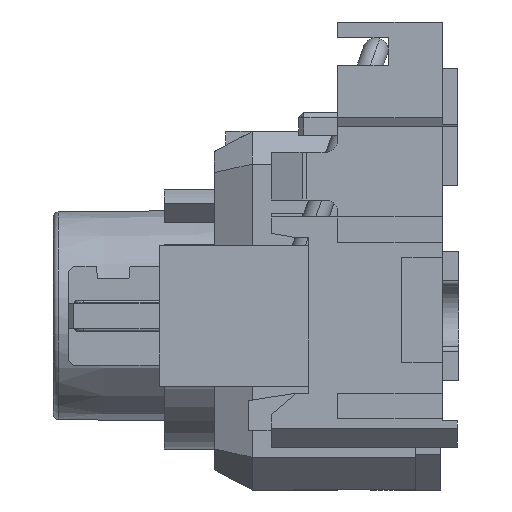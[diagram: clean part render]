
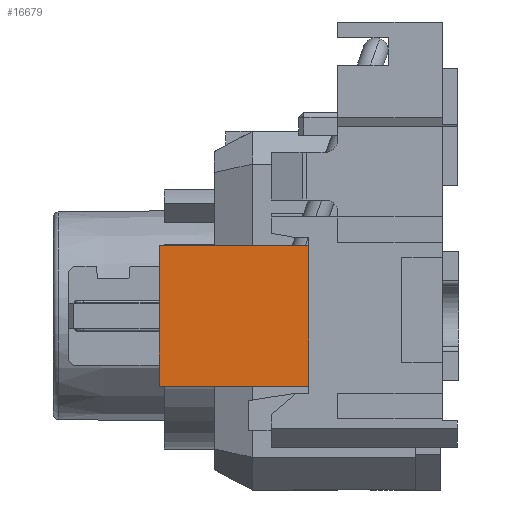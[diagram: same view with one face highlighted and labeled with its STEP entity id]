
A CAD part, left-side view. The second image highlights one B-rep face of the part: STEP entity #16679.
In plain terms, the highlighted planar face has unit normal (-1, 0, 0).
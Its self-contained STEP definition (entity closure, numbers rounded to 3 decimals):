
#219 = EDGE_CURVE ( 'NONE', #8593, #17607, #4729, .T. ) ;
#501 = CARTESIAN_POINT ( 'NONE',  ( -2.9, 1., 2.8 ) ) ;
#1334 = DIRECTION ( 'NONE',  ( 0., 0.707, -0.707 ) ) ;
#1401 = CARTESIAN_POINT ( 'NONE',  ( -2.9, -6.4, 2.8 ) ) ;
#1478 = DIRECTION ( 'NONE',  ( 0., -1., 0. ) ) ;
#1751 = VERTEX_POINT ( 'NONE', #8413 ) ;
#1846 = ORIENTED_EDGE ( 'NONE', *, *, #219, .F. ) ;
#2190 = EDGE_CURVE ( 'NONE', #3023, #10638, #11662, .T. ) ;
#2687 = EDGE_CURVE ( 'NONE', #17244, #20410, #9219, .T. ) ;
#2840 = ORIENTED_EDGE ( 'NONE', *, *, #14449, .T. ) ;
#3023 = VERTEX_POINT ( 'NONE', #15487 ) ;
#3042 = LINE ( 'NONE', #6407, #5900 ) ;
#3128 = EDGE_LOOP ( 'NONE', ( #11814, #18275, #3718, #13001, #18794, #2840, #11539, #11764, #4724, #1846 ) ) ;
#3204 = CARTESIAN_POINT ( 'NONE',  ( -2.9, -5.6, 3.6 ) ) ;
#3352 = DIRECTION ( 'NONE',  ( 0., 0., 1. ) ) ;
#3718 = ORIENTED_EDGE ( 'NONE', *, *, #18343, .F. ) ;
#3813 = VECTOR ( 'NONE', #10392, 1000. ) ;
#4153 = EDGE_CURVE ( 'NONE', #1751, #20743, #5154, .T. ) ;
#4659 = LINE ( 'NONE', #11955, #19349 ) ;
#4724 = ORIENTED_EDGE ( 'NONE', *, *, #4961, .F. ) ;
#4729 = LINE ( 'NONE', #6409, #14718 ) ;
#4961 = EDGE_CURVE ( 'NONE', #17607, #3023, #4659, .T. ) ;
#5154 = LINE ( 'NONE', #6835, #14411 ) ;
#5451 = CARTESIAN_POINT ( 'NONE',  ( -2.9, -6.4, -2.8 ) ) ;
#5513 = FACE_OUTER_BOUND ( 'NONE', #3128, .T. ) ;
#5900 = VECTOR ( 'NONE', #1334, 1000. ) ;
#5947 = CARTESIAN_POINT ( 'NONE',  ( -2.9, -4.6, 4.6 ) ) ;
#6407 = CARTESIAN_POINT ( 'NONE',  ( -2.9, -4.6, -4.6 ) ) ;
#6409 = CARTESIAN_POINT ( 'NONE',  ( -2.9, 1., 2.8 ) ) ;
#6835 = CARTESIAN_POINT ( 'NONE',  ( -2.9, -5.05, 0. ) ) ;
#7957 = DIRECTION ( 'NONE',  ( 0., 0.707, 0.707 ) ) ;
#8413 = CARTESIAN_POINT ( 'NONE',  ( -2.9, -5.05, -3.6 ) ) ;
#8432 = DIRECTION ( 'NONE',  ( 0., 0., 1. ) ) ;
#8545 = DIRECTION ( 'NONE',  ( 1., 0., 0. ) ) ;
#8593 = VERTEX_POINT ( 'NONE', #17090 ) ;
#9124 = VERTEX_POINT ( 'NONE', #19532 ) ;
#9219 = LINE ( 'NONE', #19115, #17442 ) ;
#10138 = CARTESIAN_POINT ( 'NONE',  ( -2.9, 1., -2.8 ) ) ;
#10163 = LINE ( 'NONE', #11744, #3813 ) ;
#10366 = LINE ( 'NONE', #10138, #15557 ) ;
#10392 = DIRECTION ( 'NONE',  ( 0., 1., 0. ) ) ;
#10638 = VERTEX_POINT ( 'NONE', #14226 ) ;
#11011 = DIRECTION ( 'NONE',  ( 0., 0., -1. ) ) ;
#11085 = VECTOR ( 'NONE', #18615, 1000. ) ;
#11539 = ORIENTED_EDGE ( 'NONE', *, *, #19058, .T. ) ;
#11662 = LINE ( 'NONE', #13441, #11085 ) ;
#11715 = AXIS2_PLACEMENT_3D ( 'NONE', #17081, #8545, #19221 ) ;
#11744 = CARTESIAN_POINT ( 'NONE',  ( -2.9, 0., 3.6 ) ) ;
#11764 = ORIENTED_EDGE ( 'NONE', *, *, #2190, .F. ) ;
#11814 = ORIENTED_EDGE ( 'NONE', *, *, #20677, .T. ) ;
#11955 = CARTESIAN_POINT ( 'NONE',  ( -2.9, 1., 2.8 ) ) ;
#11964 = VECTOR ( 'NONE', #7957, 1000. ) ;
#12377 = PLANE ( 'NONE',  #11715 ) ;
#13001 = ORIENTED_EDGE ( 'NONE', *, *, #15295, .F. ) ;
#13441 = CARTESIAN_POINT ( 'NONE',  ( -2.9, -5.05, 0. ) ) ;
#13943 = DIRECTION ( 'NONE',  ( 0., 1., 0. ) ) ;
#14226 = CARTESIAN_POINT ( 'NONE',  ( -2.9, -5.05, 3.6 ) ) ;
#14411 = VECTOR ( 'NONE', #3352, 1000. ) ;
#14449 = EDGE_CURVE ( 'NONE', #17244, #20142, #21351, .T. ) ;
#14718 = VECTOR ( 'NONE', #8432, 1000. ) ;
#15291 = VECTOR ( 'NONE', #13943, 1000. ) ;
#15295 = EDGE_CURVE ( 'NONE', #20410, #9124, #3042, .T. ) ;
#15487 = CARTESIAN_POINT ( 'NONE',  ( -2.9, -5.05, 2.8 ) ) ;
#15557 = VECTOR ( 'NONE', #20471, 1000. ) ;
#16679 = ADVANCED_FACE ( 'NONE', ( #5513 ), #12377, .F. ) ;
#17081 = CARTESIAN_POINT ( 'NONE',  ( -2.9, 1., 2.8 ) ) ;
#17090 = CARTESIAN_POINT ( 'NONE',  ( -2.9, 1., -2.8 ) ) ;
#17244 = VERTEX_POINT ( 'NONE', #1401 ) ;
#17442 = VECTOR ( 'NONE', #11011, 1000. ) ;
#17607 = VERTEX_POINT ( 'NONE', #501 ) ;
#18275 = ORIENTED_EDGE ( 'NONE', *, *, #4153, .F. ) ;
#18343 = EDGE_CURVE ( 'NONE', #9124, #1751, #19340, .T. ) ;
#18461 = CARTESIAN_POINT ( 'NONE',  ( -2.9, -5.05, -2.8 ) ) ;
#18615 = DIRECTION ( 'NONE',  ( 0., 0., 1. ) ) ;
#18794 = ORIENTED_EDGE ( 'NONE', *, *, #2687, .F. ) ;
#19058 = EDGE_CURVE ( 'NONE', #20142, #10638, #10163, .T. ) ;
#19115 = CARTESIAN_POINT ( 'NONE',  ( -2.9, -6.4, 2.8 ) ) ;
#19221 = DIRECTION ( 'NONE',  ( 0., 0., -1. ) ) ;
#19340 = LINE ( 'NONE', #21434, #15291 ) ;
#19349 = VECTOR ( 'NONE', #1478, 1000. ) ;
#19532 = CARTESIAN_POINT ( 'NONE',  ( -2.9, -5.6, -3.6 ) ) ;
#20142 = VERTEX_POINT ( 'NONE', #3204 ) ;
#20410 = VERTEX_POINT ( 'NONE', #5451 ) ;
#20471 = DIRECTION ( 'NONE',  ( 0., -1., 0. ) ) ;
#20677 = EDGE_CURVE ( 'NONE', #8593, #20743, #10366, .T. ) ;
#20743 = VERTEX_POINT ( 'NONE', #18461 ) ;
#21351 = LINE ( 'NONE', #5947, #11964 ) ;
#21434 = CARTESIAN_POINT ( 'NONE',  ( -2.9, 0., -3.6 ) ) ;
